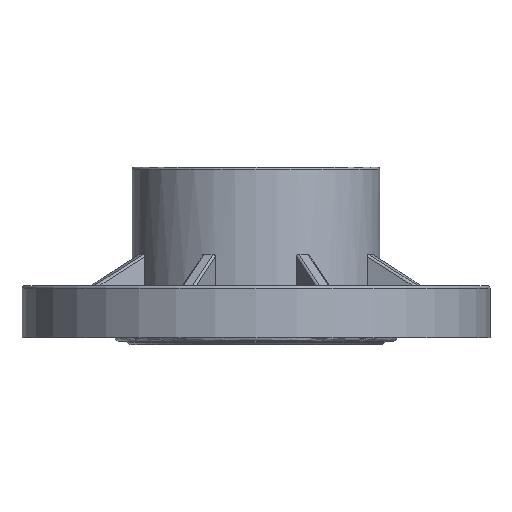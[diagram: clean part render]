
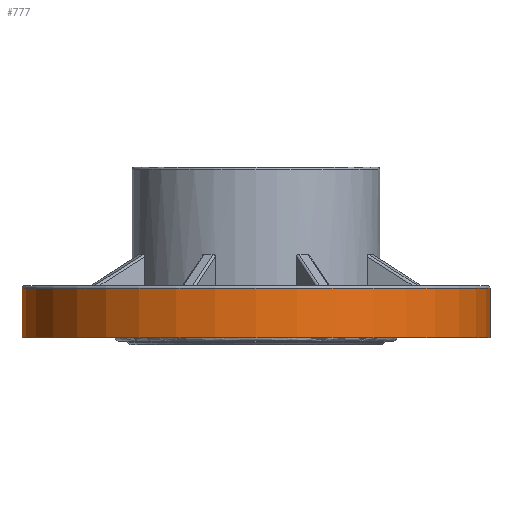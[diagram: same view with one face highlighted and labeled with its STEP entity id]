
A CAD part, front view. The second image highlights one B-rep face of the part: STEP entity #777.
In plain terms, the highlighted cylindrical face has radius 99.8 mm (diameter 199.6 mm), a full revolution.
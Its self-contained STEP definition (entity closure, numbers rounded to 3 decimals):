
#217=CYLINDRICAL_SURFACE('',#7778,99.8);
#777=ADVANCED_FACE('',(#2538,#2539),#217,.T.);
#2369=CIRCLE('',#7776,99.8);
#2370=CIRCLE('',#7777,99.8);
#2538=FACE_BOUND('',#2752,.T.);
#2539=FACE_BOUND('',#2753,.T.);
#2752=EDGE_LOOP('',(#3890));
#2753=EDGE_LOOP('',(#3891));
#3890=ORIENTED_EDGE('',*,*,#6587,.T.);
#3891=ORIENTED_EDGE('',*,*,#6588,.T.);
#5775=VERTEX_POINT('',#12723);
#5776=VERTEX_POINT('',#12725);
#6587=EDGE_CURVE('',#5775,#5775,#2369,.T.);
#6588=EDGE_CURVE('',#5776,#5776,#2370,.T.);
#7776=AXIS2_PLACEMENT_3D('',#12722,#9055,#9056);
#7777=AXIS2_PLACEMENT_3D('',#12724,#9057,#9058);
#7778=AXIS2_PLACEMENT_3D('',#12726,#9059,#9060);
#9055=DIRECTION('',(0.,0.,-1.));
#9056=DIRECTION('',(1.,0.,0.));
#9057=DIRECTION('',(0.,0.,1.));
#9058=DIRECTION('',(1.,0.,0.));
#9059=DIRECTION('',(0.,0.,1.));
#9060=DIRECTION('',(1.,0.,0.));
#12722=CARTESIAN_POINT('',(844.,0.,21.1));
#12723=CARTESIAN_POINT('',(943.8,0.,21.1));
#12724=CARTESIAN_POINT('',(844.,0.,0.));
#12725=CARTESIAN_POINT('',(943.8,0.,0.));
#12726=CARTESIAN_POINT('',(844.,0.,0.));
